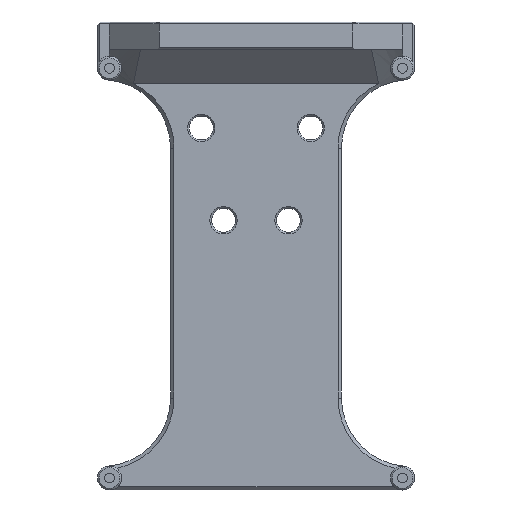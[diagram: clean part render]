
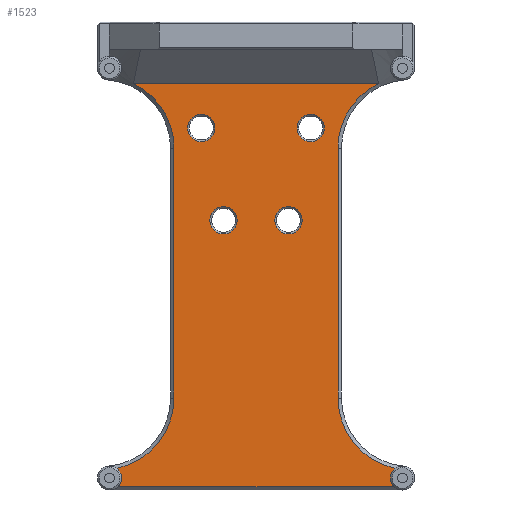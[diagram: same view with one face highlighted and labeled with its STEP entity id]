
A CAD part, front view. The second image highlights one B-rep face of the part: STEP entity #1523.
In plain terms, the highlighted planar face has unit normal (0, -1, 0).
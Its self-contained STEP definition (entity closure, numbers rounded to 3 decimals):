
#25=FACE_BOUND('',#327,.T.);
#26=FACE_BOUND('',#328,.T.);
#27=FACE_BOUND('',#329,.T.);
#28=FACE_BOUND('',#330,.T.);
#93=CIRCLE('',#1609,3.5);
#95=CIRCLE('',#1613,3.5);
#97=CIRCLE('',#1615,3.5);
#115=CIRCLE('',#1662,21.);
#116=CIRCLE('',#1663,21.);
#117=CIRCLE('',#1664,21.);
#118=CIRCLE('',#1665,21.);
#119=CIRCLE('',#1666,4.);
#120=CIRCLE('',#1667,4.);
#121=CIRCLE('',#1668,4.);
#122=CIRCLE('',#1669,4.);
#221=FACE_OUTER_BOUND('',#326,.T.);
#326=EDGE_LOOP('',(#1231,#1232,#1233,#1234,#1235,#1236,#1237,#1238,#1239,
#1240,#1241));
#327=EDGE_LOOP('',(#1242));
#328=EDGE_LOOP('',(#1243));
#329=EDGE_LOOP('',(#1244));
#330=EDGE_LOOP('',(#1245));
#472=LINE('',#2542,#598);
#476=LINE('',#2586,#602);
#477=LINE('',#2591,#603);
#478=LINE('',#2596,#604);
#598=VECTOR('',#2000,10.);
#602=VECTOR('',#2012,10.);
#603=VECTOR('',#2017,10.);
#604=VECTOR('',#2022,10.);
#672=VERTEX_POINT('',#2320);
#673=VERTEX_POINT('',#2322);
#678=VERTEX_POINT('',#2344);
#679=VERTEX_POINT('',#2353);
#681=VERTEX_POINT('',#2358);
#729=VERTEX_POINT('',#2537);
#730=VERTEX_POINT('',#2541);
#735=VERTEX_POINT('',#2588);
#736=VERTEX_POINT('',#2590);
#737=VERTEX_POINT('',#2593);
#738=VERTEX_POINT('',#2595);
#739=VERTEX_POINT('',#2598);
#740=VERTEX_POINT('',#2600);
#741=VERTEX_POINT('',#2602);
#742=VERTEX_POINT('',#2604);
#822=EDGE_CURVE('',#672,#673,#93,.T.);
#831=EDGE_CURVE('',#678,#679,#95,.T.);
#834=EDGE_CURVE('',#679,#681,#97,.T.);
#907=EDGE_CURVE('',#729,#730,#472,.T.);
#916=EDGE_CURVE('',#681,#672,#476,.T.);
#917=EDGE_CURVE('',#735,#729,#115,.T.);
#918=EDGE_CURVE('',#736,#735,#477,.T.);
#919=EDGE_CURVE('',#673,#736,#116,.T.);
#920=EDGE_CURVE('',#737,#678,#117,.T.);
#921=EDGE_CURVE('',#738,#737,#478,.T.);
#922=EDGE_CURVE('',#730,#738,#118,.T.);
#923=EDGE_CURVE('',#739,#739,#119,.T.);
#924=EDGE_CURVE('',#740,#740,#120,.T.);
#925=EDGE_CURVE('',#741,#741,#121,.T.);
#926=EDGE_CURVE('',#742,#742,#122,.T.);
#1231=ORIENTED_EDGE('',*,*,#907,.F.);
#1232=ORIENTED_EDGE('',*,*,#917,.F.);
#1233=ORIENTED_EDGE('',*,*,#918,.F.);
#1234=ORIENTED_EDGE('',*,*,#919,.F.);
#1235=ORIENTED_EDGE('',*,*,#822,.F.);
#1236=ORIENTED_EDGE('',*,*,#916,.F.);
#1237=ORIENTED_EDGE('',*,*,#834,.F.);
#1238=ORIENTED_EDGE('',*,*,#831,.F.);
#1239=ORIENTED_EDGE('',*,*,#920,.F.);
#1240=ORIENTED_EDGE('',*,*,#921,.F.);
#1241=ORIENTED_EDGE('',*,*,#922,.F.);
#1242=ORIENTED_EDGE('',*,*,#923,.F.);
#1243=ORIENTED_EDGE('',*,*,#924,.F.);
#1244=ORIENTED_EDGE('',*,*,#925,.F.);
#1245=ORIENTED_EDGE('',*,*,#926,.F.);
#1460=PLANE('',#1661);
#1523=ADVANCED_FACE('',(#221,#25,#26,#27,#28),#1460,.F.);
#1609=AXIS2_PLACEMENT_3D('',#2323,#1851,#1852);
#1613=AXIS2_PLACEMENT_3D('',#2354,#1864,#1865);
#1615=AXIS2_PLACEMENT_3D('',#2359,#1869,#1870);
#1661=AXIS2_PLACEMENT_3D('',#2587,#2013,#2014);
#1662=AXIS2_PLACEMENT_3D('',#2589,#2015,#2016);
#1663=AXIS2_PLACEMENT_3D('',#2592,#2018,#2019);
#1664=AXIS2_PLACEMENT_3D('',#2594,#2020,#2021);
#1665=AXIS2_PLACEMENT_3D('',#2597,#2023,#2024);
#1666=AXIS2_PLACEMENT_3D('',#2599,#2025,#2026);
#1667=AXIS2_PLACEMENT_3D('',#2601,#2027,#2028);
#1668=AXIS2_PLACEMENT_3D('',#2603,#2029,#2030);
#1669=AXIS2_PLACEMENT_3D('',#2605,#2031,#2032);
#1851=DIRECTION('center_axis',(0.,-1.,0.));
#1852=DIRECTION('ref_axis',(1.,0.,0.));
#1864=DIRECTION('center_axis',(0.,-1.,0.));
#1865=DIRECTION('ref_axis',(1.,0.,0.));
#1869=DIRECTION('center_axis',(0.,-1.,0.));
#1870=DIRECTION('ref_axis',(1.,0.,0.));
#2000=DIRECTION('',(1.,0.,0.));
#2012=DIRECTION('',(-1.,0.,0.));
#2013=DIRECTION('center_axis',(0.,1.,0.));
#2014=DIRECTION('ref_axis',(1.,0.,0.));
#2015=DIRECTION('center_axis',(0.,-1.,0.));
#2016=DIRECTION('ref_axis',(1.,0.,0.));
#2017=DIRECTION('',(0.,0.,1.));
#2018=DIRECTION('center_axis',(0.,-1.,0.));
#2019=DIRECTION('ref_axis',(1.,0.,0.));
#2020=DIRECTION('center_axis',(0.,-1.,0.));
#2021=DIRECTION('ref_axis',(-1.,0.,0.));
#2022=DIRECTION('',(0.,0.,-1.));
#2023=DIRECTION('center_axis',(0.,-1.,0.));
#2024=DIRECTION('ref_axis',(-1.,0.,0.));
#2025=DIRECTION('center_axis',(0.,-1.,0.));
#2026=DIRECTION('ref_axis',(-1.,0.,0.));
#2027=DIRECTION('center_axis',(0.,-1.,0.));
#2028=DIRECTION('ref_axis',(-1.,0.,0.));
#2029=DIRECTION('center_axis',(0.,-1.,0.));
#2030=DIRECTION('ref_axis',(-1.,0.,0.));
#2031=DIRECTION('center_axis',(0.,-1.,0.));
#2032=DIRECTION('ref_axis',(-1.,0.,0.));
#2320=CARTESIAN_POINT('',(2.449,15.,-2.5));
#2322=CARTESIAN_POINT('',(2.062,15.,2.828));
#2323=CARTESIAN_POINT('Origin',(0.,15.,0.));
#2344=CARTESIAN_POINT('',(83.638,15.,2.828));
#2353=CARTESIAN_POINT('',(82.2,15.,0.));
#2354=CARTESIAN_POINT('Origin',(85.7,15.,0.));
#2358=CARTESIAN_POINT('',(83.251,15.,-2.5));
#2359=CARTESIAN_POINT('Origin',(85.7,15.,0.));
#2537=CARTESIAN_POINT('',(7.001,15.,115.38));
#2541=CARTESIAN_POINT('',(78.699,15.,115.38));
#2542=CARTESIAN_POINT('',(21.425,15.,115.38));
#2586=CARTESIAN_POINT('',(64.275,15.,-2.5));
#2587=CARTESIAN_POINT('Origin',(42.85,15.,59.94));
#2588=CARTESIAN_POINT('',(18.85,15.,96.479));
#2589=CARTESIAN_POINT('Origin',(-2.15,15.,96.479));
#2590=CARTESIAN_POINT('',(18.85,15.,23.401));
#2591=CARTESIAN_POINT('',(18.85,15.,31.72));
#2592=CARTESIAN_POINT('Origin',(-2.15,15.,23.401));
#2593=CARTESIAN_POINT('',(66.85,15.,23.401));
#2594=CARTESIAN_POINT('Origin',(87.85,15.,23.401));
#2595=CARTESIAN_POINT('',(66.85,15.,96.479));
#2596=CARTESIAN_POINT('',(66.85,15.,88.16));
#2597=CARTESIAN_POINT('Origin',(87.85,15.,96.479));
#2598=CARTESIAN_POINT('',(30.85,15.,102.38));
#2599=CARTESIAN_POINT('Origin',(26.85,15.,102.38));
#2600=CARTESIAN_POINT('',(56.35,15.,75.38));
#2601=CARTESIAN_POINT('Origin',(52.35,15.,75.38));
#2602=CARTESIAN_POINT('',(37.35,15.,75.38));
#2603=CARTESIAN_POINT('Origin',(33.35,15.,75.38));
#2604=CARTESIAN_POINT('',(62.85,15.,102.38));
#2605=CARTESIAN_POINT('Origin',(58.85,15.,102.38));
